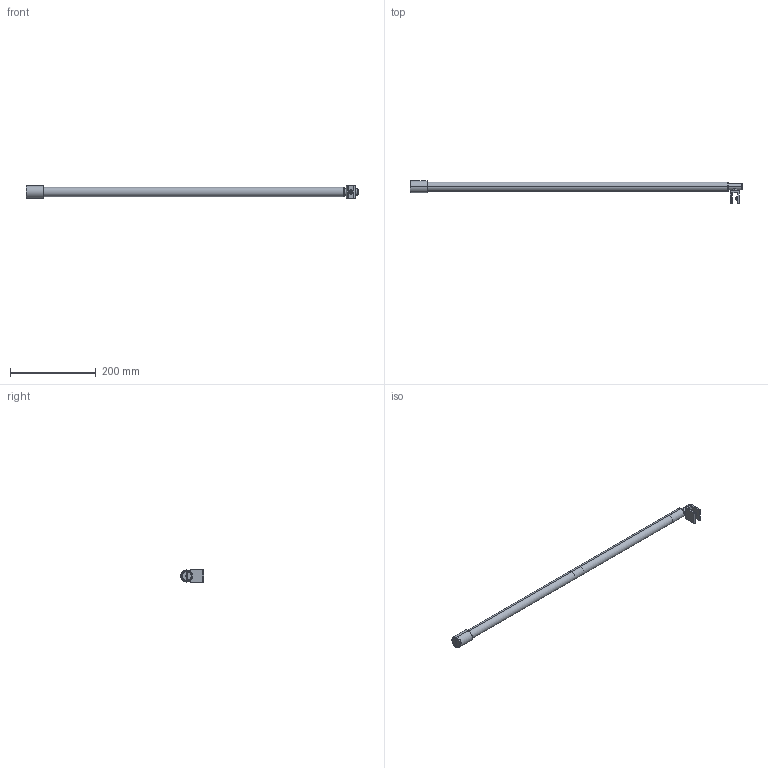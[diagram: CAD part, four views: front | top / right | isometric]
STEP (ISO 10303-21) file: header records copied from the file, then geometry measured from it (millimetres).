
FILE_DESCRIPTION (( 'STEP AP203' ), '1' );
FILE_NAME ('GS-304_ZP-925-SN.STEP', '2019-04-15T07:33:19', ( '' ), ( '' ), 'SwSTEP 2.0', 'SolidWorks 2018', '' );
FILE_SCHEMA (( 'CONFIG_CONTROL_DESIGN' ));
Length unit declared in the file: millimetre
Products named in the file (15): GS-304_ZP-925-SN.P10; GS-304_ZP-925-SN.P8; skrutka DIN 913_M8x6_A2-70; GS-304_ZP-925-SN; GS-304_ZP-925-SN.P5; GS-304_ZP-925-SN.P4; GS-304_ZP-925-SN.P3; skrutka DIN 913_M5x4_A2-70; GS-304_ZP-925-SN.P7; skrutka DIN 965A_M5x10_A2-70; GS-304_ZP-925-SN.P2; skrutka DIN 913_M5x4_A2-70_RENDER; GS-304_ZP-925-SN.P1; GS-304_ZP-925-SN.P9; GS-304_ZP-925-SN.P6
Assembly tree (16 placements, depth 2):
  GS-304_ZP-925-SN
    GS-304_ZP-925-SN.P1
    GS-304_ZP-925-SN.P2
    GS-304_ZP-925-SN.P3
    GS-304_ZP-925-SN.P4
    GS-304_ZP-925-SN.P5
    GS-304_ZP-925-SN.P6
    GS-304_ZP-925-SN.P7
    GS-304_ZP-925-SN.P8
    skrutka DIN 965A_M5x10_A2-70
    skrutka DIN 913_M8x6_A2-70
    GS-304_ZP-925-SN.P9
    skrutka DIN 913_M5x4_A2-70  x2
    skrutka DIN 913_M5x4_A2-70_RENDER  x2
    GS-304_ZP-925-SN.P10
Bounding box: 772.75 x 54.5 x 30 mm (x, y, z)
Volume: 145905 mm3; surface area: 137429.3 mm2
Topology: 16 solids, 16 shells, 374 faces, 841 edges, 496 vertices
Faces by surface type: plane 120, cone 117, cylinder 115, bspline 20, torus 2
Entity records: 21057 total; most frequent: CARTESIAN_POINT 12902, ORIENTED_EDGE 1370, DIRECTION 1309, EDGE_CURVE 685, AXIS2_PLACEMENT_3D 508, VERTEX_POINT 417, EDGE_LOOP 344, ADVANCED_FACE 305
